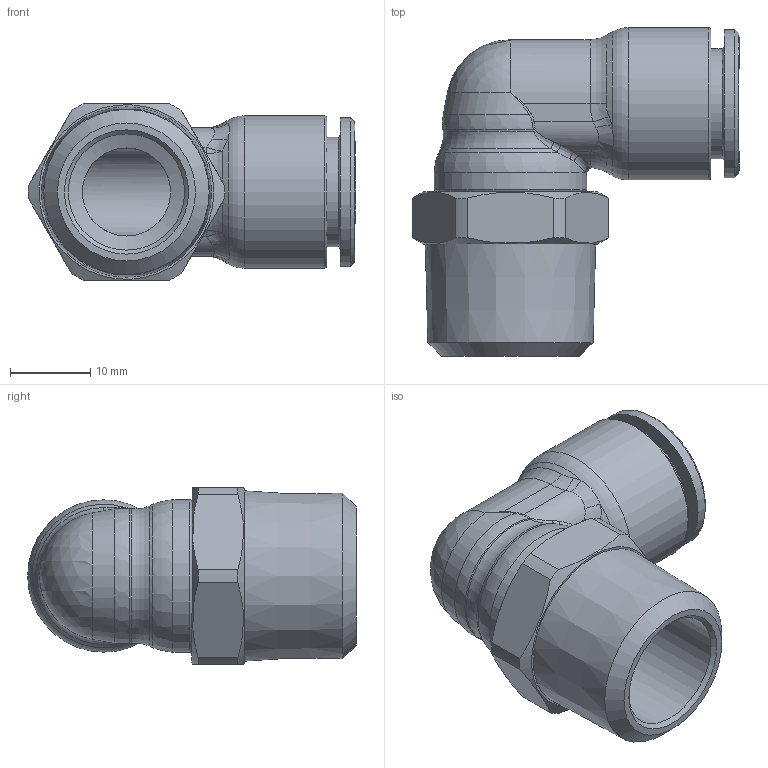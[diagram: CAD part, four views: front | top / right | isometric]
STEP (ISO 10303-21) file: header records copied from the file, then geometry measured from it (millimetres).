
FILE_DESCRIPTION(/* description */ ('STEP AP214'),/* implementation_level */ '2;1');
FILE_NAME(/* name */ 'B0060064',/* time_stamp */ '2023-03-29T16:16:36+02:00',/* author */ ('License CC BY-ND 4.0'),/* organization */ ('CADENAS'),/* preprocessor_version */ 'ST-DEVELOPER v19.3',/* originating_system */ 'PARTsolutions',/* authorisation */ ' ');
FILE_SCHEMA (('AUTOMOTIVE_DESIGN {1 0 10303 214 3 1 1}'));
Length unit declared in the file: millimetre
Products named in the file (1): B0060064
Bounding box: 40.85 x 41 x 22 mm (x, y, z)
Volume: 9267.3 mm3; surface area: 6582.7 mm2
Topology: 1 solids, 1 shells, 203 faces, 510 edges, 325 vertices
Faces by surface type: plane 88, bspline 69, cylinder 21, cone 14, torus 8, sphere 3
Full cylindrical faces by diameter (mm): 11 x2, 12.15 x1, 13.7 x1, 14.5 x1, 18.5 x1, 19 x2
Entity records: 10023 total; most frequent: CARTESIAN_POINT 4318, ORIENTED_EDGE 962, DIRECTION 682, EDGE_CURVE 481, VERTEX_POINT 318, EDGE_LOOP 243, FACE_BOUND 243, LINE 240
